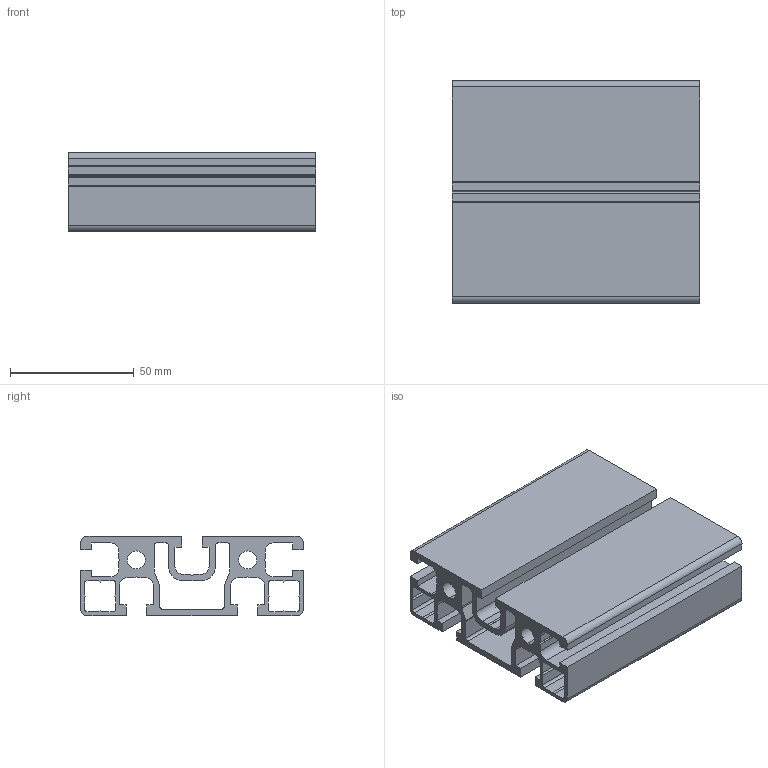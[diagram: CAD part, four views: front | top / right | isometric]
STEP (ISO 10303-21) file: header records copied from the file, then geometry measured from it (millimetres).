
FILE_DESCRIPTION (( 'STEP AP214' ), '1' );
FILE_NAME ('084.101.081.STEP', '2020-07-23T07:45:59', ( '' ), ( '' ), 'SwSTEP 2.0', 'SolidWorks 2018', '' );
FILE_SCHEMA (( 'AUTOMOTIVE_DESIGN' ));
Length unit declared in the file: millimetre
Products named in the file (1): 084.101.081
Bounding box: 100 x 90 x 32 mm (x, y, z)
Volume: 107556.7 mm3; surface area: 73862.8 mm2
Topology: 1 solids, 1 shells, 160 faces, 474 edges, 316 vertices
Faces by surface type: plane 105, cylinder 55
Entity records: 5402 total; most frequent: CARTESIAN_POINT 951, ORIENTED_EDGE 948, DIRECTION 906, EDGE_CURVE 474, LINE 364, VECTOR 364, VERTEX_POINT 316, AXIS2_PLACEMENT_3D 271
